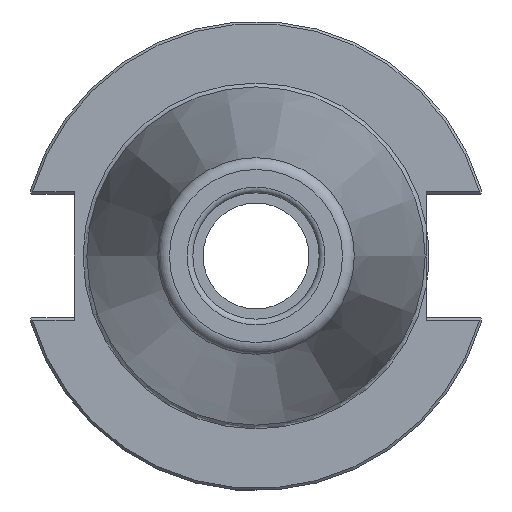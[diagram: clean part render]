
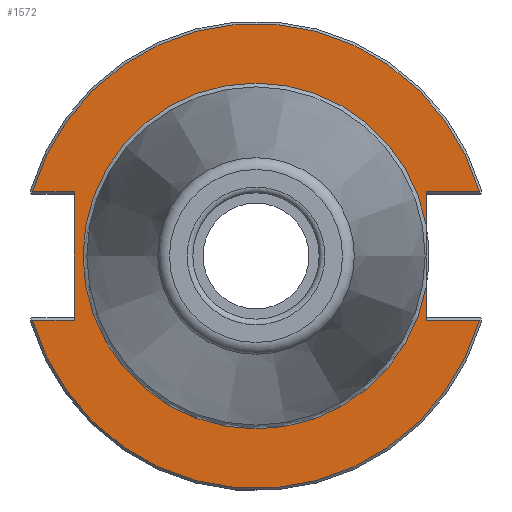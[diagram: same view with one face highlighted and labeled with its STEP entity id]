
A CAD part, left-side view. The second image highlights one B-rep face of the part: STEP entity #1572.
In plain terms, the highlighted planar face has unit normal (-1, 0, 0).
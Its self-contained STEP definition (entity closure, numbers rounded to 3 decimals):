
#123=LINE('',#2749,#210);
#126=LINE('',#2808,#213);
#127=LINE('',#2814,#214);
#128=LINE('',#2816,#215);
#129=LINE('',#2820,#216);
#130=LINE('',#2822,#217);
#131=LINE('',#2823,#218);
#210=VECTOR('',#1992,10.);
#213=VECTOR('',#2011,10.);
#214=VECTOR('',#2016,10.);
#215=VECTOR('',#2017,10.);
#216=VECTOR('',#2020,10.);
#217=VECTOR('',#2021,10.);
#218=VECTOR('',#2022,10.);
#269=PLANE('',#1710);
#319=FACE_OUTER_BOUND('',#402,.T.);
#402=EDGE_LOOP('',(#1203,#1204,#1205,#1206,#1207,#1208,#1209,#1210,#1211,
#1212,#1213));
#498=CIRCLE('',#1708,48.249);
#500=CIRCLE('',#1711,35.899);
#501=CIRCLE('',#1712,35.899);
#502=CIRCLE('',#1713,48.249);
#676=VERTEX_POINT('',#2746);
#677=VERTEX_POINT('',#2748);
#685=VERTEX_POINT('',#2795);
#688=VERTEX_POINT('',#2807);
#689=VERTEX_POINT('',#2809);
#690=VERTEX_POINT('',#2811);
#691=VERTEX_POINT('',#2813);
#692=VERTEX_POINT('',#2815);
#693=VERTEX_POINT('',#2817);
#694=VERTEX_POINT('',#2819);
#695=VERTEX_POINT('',#2821);
#875=EDGE_CURVE('',#676,#677,#123,.T.);
#887=EDGE_CURVE('',#677,#685,#498,.T.);
#891=EDGE_CURVE('',#676,#688,#126,.T.);
#892=EDGE_CURVE('',#688,#689,#500,.T.);
#893=EDGE_CURVE('',#689,#690,#501,.T.);
#894=EDGE_CURVE('',#690,#691,#127,.T.);
#895=EDGE_CURVE('',#692,#691,#128,.T.);
#896=EDGE_CURVE('',#693,#692,#502,.T.);
#897=EDGE_CURVE('',#694,#693,#129,.T.);
#898=EDGE_CURVE('',#694,#695,#130,.T.);
#899=EDGE_CURVE('',#685,#695,#131,.T.);
#1203=ORIENTED_EDGE('',*,*,#875,.F.);
#1204=ORIENTED_EDGE('',*,*,#891,.T.);
#1205=ORIENTED_EDGE('',*,*,#892,.T.);
#1206=ORIENTED_EDGE('',*,*,#893,.T.);
#1207=ORIENTED_EDGE('',*,*,#894,.T.);
#1208=ORIENTED_EDGE('',*,*,#895,.F.);
#1209=ORIENTED_EDGE('',*,*,#896,.F.);
#1210=ORIENTED_EDGE('',*,*,#897,.F.);
#1211=ORIENTED_EDGE('',*,*,#898,.T.);
#1212=ORIENTED_EDGE('',*,*,#899,.F.);
#1213=ORIENTED_EDGE('',*,*,#887,.F.);
#1572=ADVANCED_FACE('',(#319),#269,.T.);
#1708=AXIS2_PLACEMENT_3D('',#2796,#2005,#2006);
#1710=AXIS2_PLACEMENT_3D('',#2806,#2009,#2010);
#1711=AXIS2_PLACEMENT_3D('',#2810,#2012,#2013);
#1712=AXIS2_PLACEMENT_3D('',#2812,#2014,#2015);
#1713=AXIS2_PLACEMENT_3D('',#2818,#2018,#2019);
#1992=DIRECTION('',(0.,-1.,0.));
#2005=DIRECTION('center_axis',(1.,0.,0.));
#2006=DIRECTION('ref_axis',(0.,0.,-1.));
#2009=DIRECTION('center_axis',(-1.,0.,0.));
#2010=DIRECTION('ref_axis',(0.,0.,1.));
#2011=DIRECTION('',(0.,0.,1.));
#2012=DIRECTION('center_axis',(1.,0.,0.));
#2013=DIRECTION('ref_axis',(0.,0.,-1.));
#2014=DIRECTION('center_axis',(1.,0.,0.));
#2015=DIRECTION('ref_axis',(0.,0.,-1.));
#2016=DIRECTION('',(0.,0.,1.));
#2017=DIRECTION('',(0.,1.,0.));
#2018=DIRECTION('center_axis',(1.,0.,0.));
#2019=DIRECTION('ref_axis',(0.,0.,-1.));
#2020=DIRECTION('',(0.,1.,0.));
#2021=DIRECTION('',(0.,0.,-1.));
#2022=DIRECTION('',(0.,-1.,0.));
#2746=CARTESIAN_POINT('',(3.175,-35.3,-13.325));
#2748=CARTESIAN_POINT('',(3.175,-46.373,-13.325));
#2749=CARTESIAN_POINT('',(3.175,-13.707,-13.325));
#2795=CARTESIAN_POINT('',(3.175,46.373,-13.325));
#2796=CARTESIAN_POINT('Origin',(3.175,0.,0.));
#2806=CARTESIAN_POINT('Origin',(3.175,48.249,0.));
#2807=CARTESIAN_POINT('',(3.175,-35.3,-6.533));
#2808=CARTESIAN_POINT('',(3.175,-35.3,-6.413));
#2809=CARTESIAN_POINT('',(3.175,0.,35.899));
#2810=CARTESIAN_POINT('Origin',(3.175,0.,0.));
#2811=CARTESIAN_POINT('',(3.175,-35.3,6.533));
#2812=CARTESIAN_POINT('Origin',(3.175,0.,0.));
#2813=CARTESIAN_POINT('',(3.175,-35.3,13.325));
#2814=CARTESIAN_POINT('',(3.175,-35.3,-6.413));
#2815=CARTESIAN_POINT('',(3.175,-46.373,13.325));
#2816=CARTESIAN_POINT('',(3.175,6.475,13.325));
#2817=CARTESIAN_POINT('',(3.175,46.373,13.325));
#2818=CARTESIAN_POINT('Origin',(3.175,0.,0.));
#2819=CARTESIAN_POINT('',(3.175,37.7,13.325));
#2820=CARTESIAN_POINT('',(3.175,61.395,13.325));
#2821=CARTESIAN_POINT('',(3.175,37.7,-13.325));
#2822=CARTESIAN_POINT('',(3.175,37.7,6.413));
#2823=CARTESIAN_POINT('',(3.175,42.975,-13.325));
